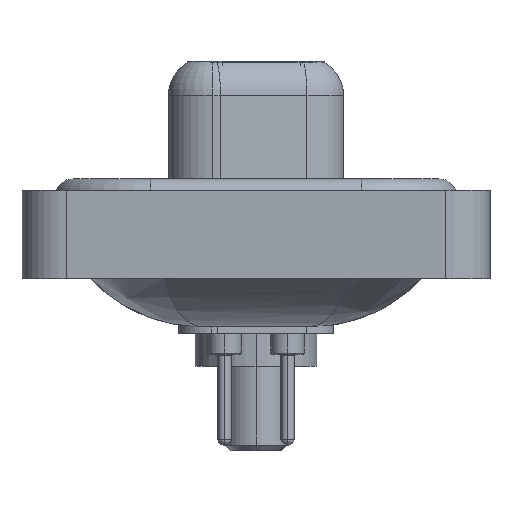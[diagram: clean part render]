
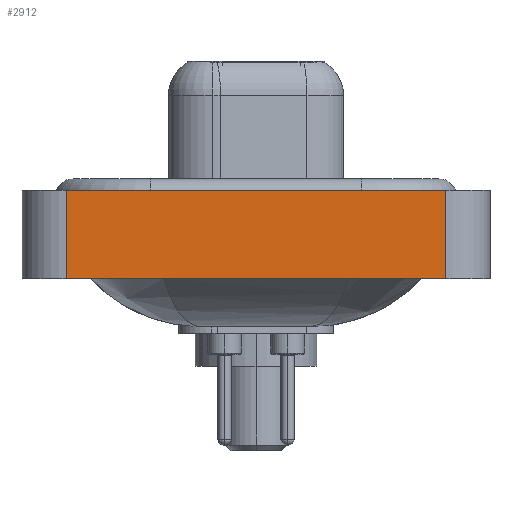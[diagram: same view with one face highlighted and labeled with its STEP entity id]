
A CAD part, left-side view. The second image highlights one B-rep face of the part: STEP entity #2912.
In plain terms, the highlighted planar face has unit normal (-1, 0, 0).
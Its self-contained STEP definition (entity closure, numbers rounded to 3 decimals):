
#998 = VECTOR ( 'NONE', #14655, 1000. ) ;
#1168 = DIRECTION ( 'NONE',  ( -1., 0., 0. ) ) ;
#1269 = EDGE_CURVE ( 'NONE', #9215, #20872, #9835, .T. ) ;
#1867 = LINE ( 'NONE', #15440, #15217 ) ;
#2166 = LINE ( 'NONE', #12335, #19626 ) ;
#2521 = EDGE_CURVE ( 'NONE', #9215, #15243, #1867, .T. ) ;
#2649 = CARTESIAN_POINT ( 'NONE',  ( -7.3, -8.55, 0.4 ) ) ;
#2912 = ADVANCED_FACE ( 'NONE', ( #16653 ), #2968, .T. ) ;
#2968 = PLANE ( 'NONE',  #8717 ) ;
#3115 = DIRECTION ( 'NONE',  ( 0., 0., 1. ) ) ;
#3328 = CARTESIAN_POINT ( 'NONE',  ( -7.3, 8.55, 0.4 ) ) ;
#3783 = CARTESIAN_POINT ( 'NONE',  ( -7.3, -8.55, 0.4 ) ) ;
#6154 = EDGE_CURVE ( 'NONE', #20872, #19960, #2166, .T. ) ;
#7033 = VECTOR ( 'NONE', #20335, 1000. ) ;
#7857 = CARTESIAN_POINT ( 'NONE',  ( -7.3, -8.55, -3.6 ) ) ;
#8717 = AXIS2_PLACEMENT_3D ( 'NONE', #9875, #1168, #20022 ) ;
#9215 = VERTEX_POINT ( 'NONE', #18098 ) ;
#9835 = LINE ( 'NONE', #16734, #7033 ) ;
#9875 = CARTESIAN_POINT ( 'NONE',  ( -7.3, -8.55, -3.6 ) ) ;
#10005 = ORIENTED_EDGE ( 'NONE', *, *, #2521, .F. ) ;
#12335 = CARTESIAN_POINT ( 'NONE',  ( -7.3, -8.55, -3.6 ) ) ;
#12446 = DIRECTION ( 'NONE',  ( 0., 0., 1. ) ) ;
#13703 = EDGE_CURVE ( 'NONE', #15243, #19960, #21302, .T. ) ;
#14655 = DIRECTION ( 'NONE',  ( 0., -1., 0. ) ) ;
#14903 = ORIENTED_EDGE ( 'NONE', *, *, #1269, .T. ) ;
#15217 = VECTOR ( 'NONE', #3115, 1000. ) ;
#15243 = VERTEX_POINT ( 'NONE', #3328 ) ;
#15440 = CARTESIAN_POINT ( 'NONE',  ( -7.3, 8.55, -3.6 ) ) ;
#15642 = ORIENTED_EDGE ( 'NONE', *, *, #13703, .F. ) ;
#16653 = FACE_OUTER_BOUND ( 'NONE', #18261, .T. ) ;
#16734 = CARTESIAN_POINT ( 'NONE',  ( -7.3, -8.55, -3.6 ) ) ;
#18098 = CARTESIAN_POINT ( 'NONE',  ( -7.3, 8.55, -3.6 ) ) ;
#18261 = EDGE_LOOP ( 'NONE', ( #20521, #15642, #10005, #14903 ) ) ;
#19626 = VECTOR ( 'NONE', #12446, 1000. ) ;
#19960 = VERTEX_POINT ( 'NONE', #3783 ) ;
#20022 = DIRECTION ( 'NONE',  ( 0., 0., 1. ) ) ;
#20335 = DIRECTION ( 'NONE',  ( 0., -1., 0. ) ) ;
#20521 = ORIENTED_EDGE ( 'NONE', *, *, #6154, .T. ) ;
#20872 = VERTEX_POINT ( 'NONE', #7857 ) ;
#21302 = LINE ( 'NONE', #2649, #998 ) ;
